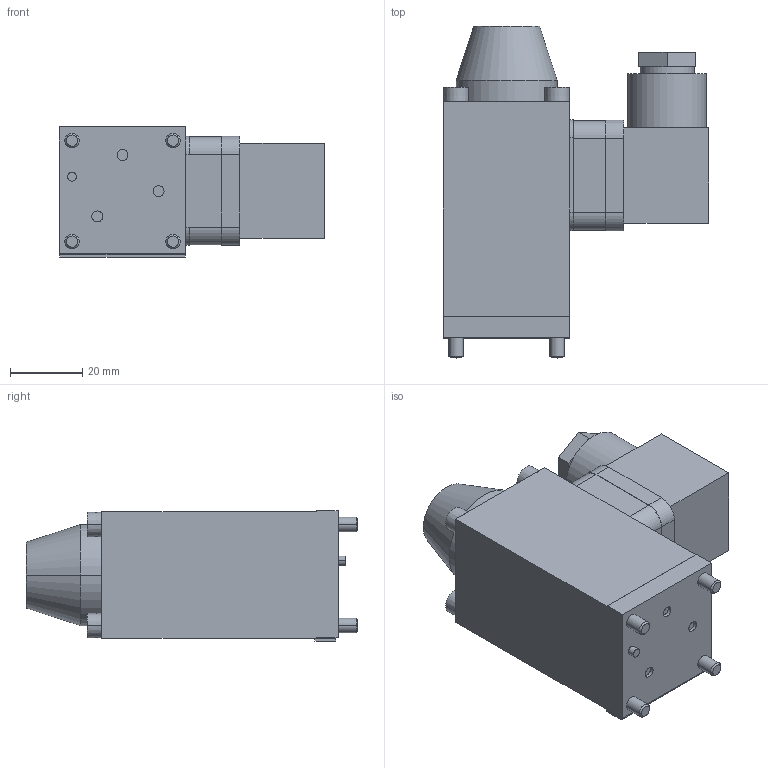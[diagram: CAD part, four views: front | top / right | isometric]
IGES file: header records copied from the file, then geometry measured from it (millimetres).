
Start section:  PTC IGES file: ilcm47111257.igs
Global section: file name: ilcm47111257.igs; native system: Pro/ENGINEER by Parametric Technology Corporation; preprocessor: 2004290; author: KR; organization: Unknown; date: 060622.074532; units: millimetre
Bounding box: 73.5 x 92 x 36.1 mm (x, y, z)
Surface area: 20284.8 mm2 (no closed solid volume)
Topology: 0 solids, 0 shells, 140 faces, 672 edges, 672 vertices
Faces by surface type: bspline 86, revolution 54
